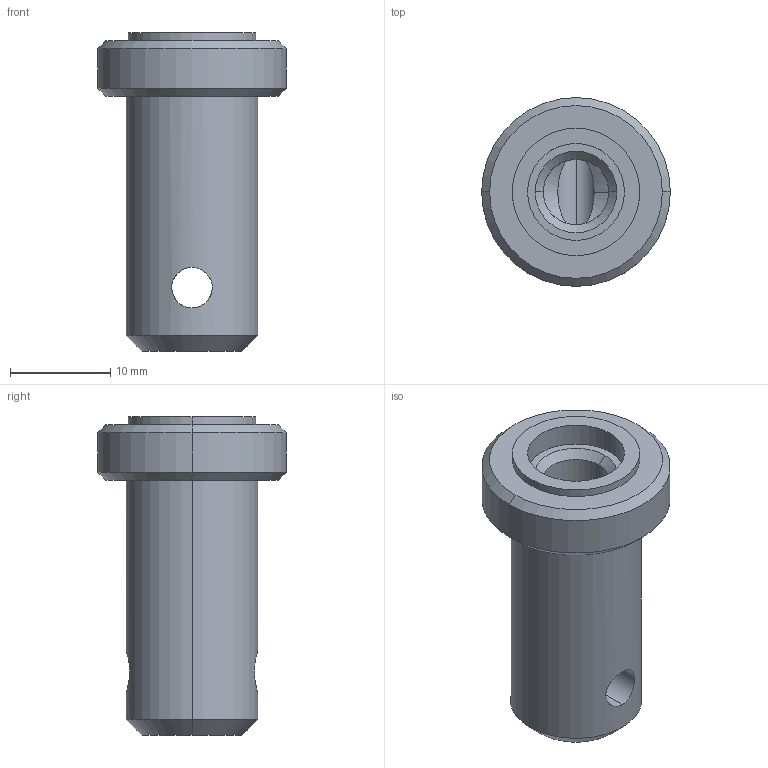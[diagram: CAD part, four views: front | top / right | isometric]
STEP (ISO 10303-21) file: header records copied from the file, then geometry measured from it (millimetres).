
FILE_DESCRIPTION (( 'STEP AP214' ), '1' );
FILE_NAME ('am-4593 Surgical Tubing Roller Insert Short.STEP', '2021-06-23T14:18:11', ( '' ), ( '' ), 'SwSTEP 2.0', 'SolidWorks 2021', '' );
FILE_SCHEMA (( 'AUTOMOTIVE_DESIGN' ));
Length unit declared in the file: inch
Products named in the file (1): am-4593 Surgical Tubing Roller Insert Short
Bounding box: 18.8 x 18.8 x 31.75 mm (x, y, z)
Volume: 3913.8 mm3; surface area: 2453.3 mm2
Topology: 1 solids, 1 shells, 28 faces, 63 edges, 39 vertices
Faces by surface type: cylinder 12, cone 11, plane 5
Entity records: 986 total; most frequent: CARTESIAN_POINT 306, DIRECTION 140, ORIENTED_EDGE 126, EDGE_CURVE 63, AXIS2_PLACEMENT_3D 59, VERTEX_POINT 39, EDGE_LOOP 34, CIRCLE 30
